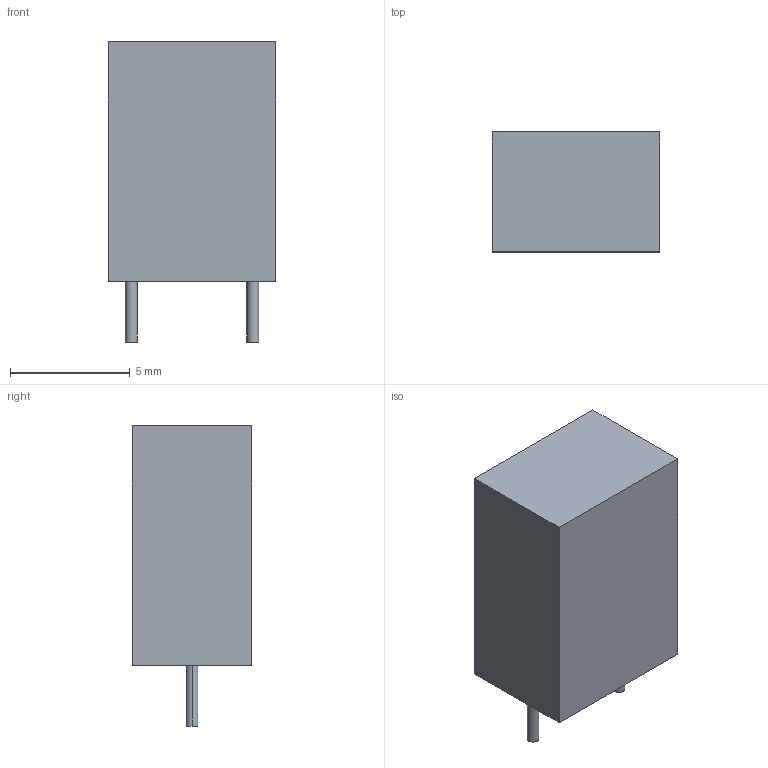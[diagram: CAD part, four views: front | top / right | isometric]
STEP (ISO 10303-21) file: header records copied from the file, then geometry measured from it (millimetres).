
FILE_DESCRIPTION (( 'STEP AP214' ), '1' );
FILE_NAME ('C5x7x10.STEP', '2008-07-28T04:44:49', ( 'Chinese User' ), ( 'Chinese ORG' ), 'SwSTEP 2.0', 'SolidWorks 2005204', '' );
FILE_SCHEMA (( 'AUTOMOTIVE_DESIGN' ));
Length unit declared in the file: millimetre
Products named in the file (1): C5x7x10
Bounding box: 7 x 5 x 12.54 mm (x, y, z)
Volume: 351 mm3; surface area: 318.8 mm2
Topology: 3 solids, 3 shells, 14 faces, 24 edges, 16 vertices
Faces by surface type: plane 10, cylinder 4
Entity records: 443 total; most frequent: DIRECTION 62, CARTESIAN_POINT 55, ORIENTED_EDGE 48, EDGE_CURVE 24, AXIS2_PLACEMENT_3D 23, VERTEX_POINT 16, VECTOR 16, LINE 16
